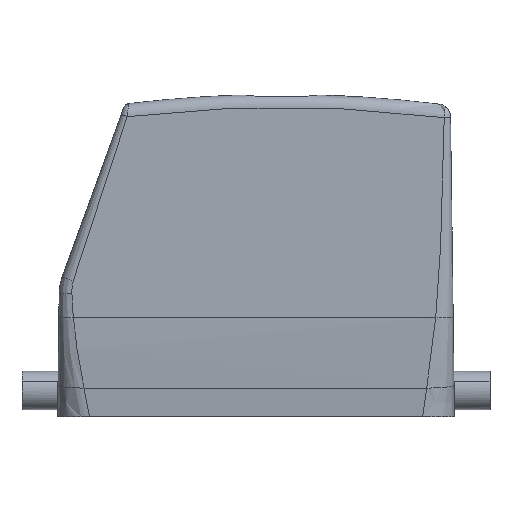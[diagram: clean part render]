
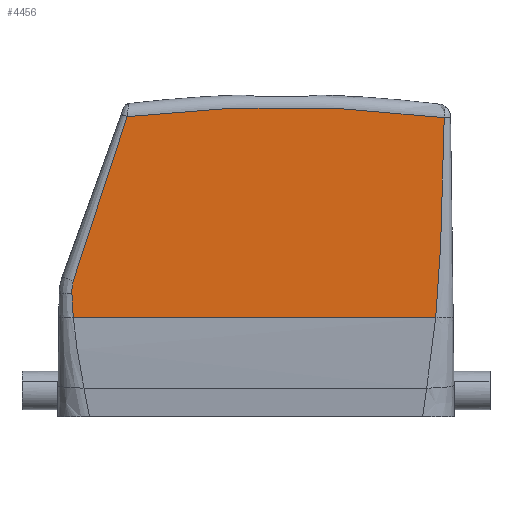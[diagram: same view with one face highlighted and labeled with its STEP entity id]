
A CAD part, left-side view. The second image highlights one B-rep face of the part: STEP entity #4456.
In plain terms, the highlighted planar face has unit normal (-1, 0, 0).
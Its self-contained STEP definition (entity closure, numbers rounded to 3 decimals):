
#4369=AXIS2_PLACEMENT_3D('Circle Axis2P3D',#4367,#4368,$) ;
#4419=AXIS2_PLACEMENT_3D('Plane Axis2P3D',#4416,#4417,#4418) ;
#2560=CARTESIAN_POINT('Vertex',(0.,12.761,23.338)) ;
#2583=CARTESIAN_POINT('Line Origine',(0.,54.769,23.338)) ;
#2587=CARTESIAN_POINT('Vertex',(0.,97.941,23.338)) ;
#2990=CARTESIAN_POINT('Control Point',(0.,98.271,28.961)) ;
#2991=CARTESIAN_POINT('Control Point',(0.,98.222,27.839)) ;
#2992=CARTESIAN_POINT('Control Point',(0.,98.171,26.714)) ;
#2993=CARTESIAN_POINT('Control Point',(0.,98.109,25.589)) ;
#2994=CARTESIAN_POINT('Control Point',(0.,98.033,24.463)) ;
#2995=CARTESIAN_POINT('Control Point',(0.,97.941,23.338)) ;
#2996=CARTESIAN_POINT('Vertex',(0.,98.271,28.961)) ;
#3759=CARTESIAN_POINT('Vertex',(0.,10.764,70.328)) ;
#4103=CARTESIAN_POINT('Control Point',(0.,10.764,70.328)) ;
#4104=CARTESIAN_POINT('Control Point',(0.,10.765,70.261)) ;
#4105=CARTESIAN_POINT('Control Point',(0.,10.767,70.195)) ;
#4106=CARTESIAN_POINT('Control Point',(0.,10.768,70.127)) ;
#4107=CARTESIAN_POINT('Control Point',(0.,10.771,69.922)) ;
#4108=CARTESIAN_POINT('Control Point',(0.,10.775,69.701)) ;
#4109=CARTESIAN_POINT('Control Point',(0.,10.777,69.597)) ;
#4110=CARTESIAN_POINT('Control Point',(0.,10.78,69.372)) ;
#4111=CARTESIAN_POINT('Control Point',(0.,10.784,69.147)) ;
#4112=CARTESIAN_POINT('Control Point',(0.,10.787,68.989)) ;
#4113=CARTESIAN_POINT('Control Point',(0.,10.792,68.674)) ;
#4114=CARTESIAN_POINT('Control Point',(0.,10.798,68.359)) ;
#4115=CARTESIAN_POINT('Control Point',(0.,10.801,68.201)) ;
#4116=CARTESIAN_POINT('Control Point',(0.,10.812,67.57)) ;
#4117=CARTESIAN_POINT('Control Point',(0.,10.823,66.938)) ;
#4118=CARTESIAN_POINT('Control Point',(0.,10.832,66.464)) ;
#4119=CARTESIAN_POINT('Control Point',(0.,10.85,65.517)) ;
#4120=CARTESIAN_POINT('Control Point',(0.,10.869,64.569)) ;
#4121=CARTESIAN_POINT('Control Point',(0.,10.878,64.095)) ;
#4122=CARTESIAN_POINT('Control Point',(0.,10.908,62.674)) ;
#4123=CARTESIAN_POINT('Control Point',(0.,10.939,61.253)) ;
#4124=CARTESIAN_POINT('Control Point',(0.,10.961,60.306)) ;
#4125=CARTESIAN_POINT('Control Point',(0.,11.041,57.015)) ;
#4126=CARTESIAN_POINT('Control Point',(0.,11.132,53.726)) ;
#4127=CARTESIAN_POINT('Control Point',(0.,11.203,51.384)) ;
#4128=CARTESIAN_POINT('Control Point',(0.,11.342,47.065)) ;
#4129=CARTESIAN_POINT('Control Point',(0.,11.503,42.748)) ;
#4130=CARTESIAN_POINT('Control Point',(0.,11.581,40.772)) ;
#4131=CARTESIAN_POINT('Control Point',(0.,11.711,37.803)) ;
#4132=CARTESIAN_POINT('Control Point',(0.,11.865,34.835)) ;
#4133=CARTESIAN_POINT('Control Point',(0.,11.919,33.862)) ;
#4134=CARTESIAN_POINT('Control Point',(0.,12.08,31.16)) ;
#4135=CARTESIAN_POINT('Control Point',(0.,12.279,28.46)) ;
#4136=CARTESIAN_POINT('Control Point',(0.,12.423,26.752)) ;
#4137=CARTESIAN_POINT('Control Point',(0.,12.584,25.045)) ;
#4138=CARTESIAN_POINT('Control Point',(0.,12.761,23.338)) ;
#4364=CARTESIAN_POINT('Vertex',(0.,85.27,70.577)) ;
#4367=CARTESIAN_POINT('Axis2P3D Location',(0.,49.,-224.2)) ;
#4416=CARTESIAN_POINT('Axis2P3D Location',(0.,-11.059,-37.643)) ;
#4422=CARTESIAN_POINT('Control Point',(0.,85.27,70.577)) ;
#4423=CARTESIAN_POINT('Control Point',(0.,85.324,70.421)) ;
#4424=CARTESIAN_POINT('Control Point',(0.,85.377,70.265)) ;
#4425=CARTESIAN_POINT('Control Point',(0.,85.431,70.109)) ;
#4426=CARTESIAN_POINT('Control Point',(0.,85.86,68.858)) ;
#4427=CARTESIAN_POINT('Control Point',(0.,86.289,67.606)) ;
#4428=CARTESIAN_POINT('Control Point',(0.,86.663,66.51)) ;
#4429=CARTESIAN_POINT('Control Point',(0.,88.607,60.8)) ;
#4430=CARTESIAN_POINT('Control Point',(0.,90.517,55.082)) ;
#4431=CARTESIAN_POINT('Control Point',(0.,92.029,50.461)) ;
#4432=CARTESIAN_POINT('Control Point',(0.,94.133,43.983)) ;
#4433=CARTESIAN_POINT('Control Point',(0.,96.201,37.493)) ;
#4434=CARTESIAN_POINT('Control Point',(0.,96.774,35.683)) ;
#4435=CARTESIAN_POINT('Control Point',(0.,97.353,33.839)) ;
#4436=CARTESIAN_POINT('Control Point',(0.,97.925,31.992)) ;
#4437=CARTESIAN_POINT('Vertex',(0.,97.925,31.992)) ;
#4441=CARTESIAN_POINT('Control Point',(0.,97.925,31.992)) ;
#4442=CARTESIAN_POINT('Control Point',(0.,98.098,31.402)) ;
#4443=CARTESIAN_POINT('Control Point',(0.,98.221,30.797)) ;
#4444=CARTESIAN_POINT('Control Point',(0.,98.292,30.184)) ;
#4445=CARTESIAN_POINT('Control Point',(0.,98.308,29.569)) ;
#4446=CARTESIAN_POINT('Control Point',(0.,98.271,28.961)) ;
#2584=DIRECTION('Vector Direction',(0.,-1.,0.)) ;
#4368=DIRECTION('Axis2P3D Direction',(-1.,0.,0.)) ;
#4417=DIRECTION('Axis2P3D Direction',(-1.,0.,0.)) ;
#4418=DIRECTION('Axis2P3D XDirection',(0.,-0.317,0.949)) ;
#2585=VECTOR('Line Direction',#2584,1.) ;
#4449=ORIENTED_EDGE('',*,*,#4371,.T.) ;
#4450=ORIENTED_EDGE('',*,*,#4439,.F.) ;
#4451=ORIENTED_EDGE('',*,*,#4447,.F.) ;
#4452=ORIENTED_EDGE('',*,*,#2998,.F.) ;
#4453=ORIENTED_EDGE('',*,*,#2589,.T.) ;
#4454=ORIENTED_EDGE('',*,*,#4139,.T.) ;
#4456=ADVANCED_FACE('Hood',(#4455),#4420,.T.) ;
#2989=B_SPLINE_CURVE_WITH_KNOTS('',5,(#2990,#2991,#2992,#2993,#2994,#2995),.UNSPECIFIED.,.F.,.U.,(6,6),(81.523,87.149),.UNSPECIFIED.) ;
#4102=B_SPLINE_CURVE_WITH_KNOTS('',5,(#4103,#4104,#4105,#4106,#4107,#4108,#4109,#4110,#4111,#4112,#4113,#4114,#4115,#4116,#4117,#4118,#4119,#4120,#4121,#4122,#4123,#4124,#4125,#4126,#4127,#4128,#4129,#4130,#4131,#4132,#4133,#4134,#4135,#4136,#4137,#4138),.UNSPECIFIED.,.F.,.U.,(6,3,3,3,3,3,3,3,3,3,3,6),(8.249,8.589,8.929,9.717,10.506,12.88,15.254,20.001,31.754,41.679,46.667,55.257),.UNSPECIFIED.) ;
#4421=B_SPLINE_CURVE_WITH_KNOTS('',5,(#4422,#4423,#4424,#4425,#4426,#4427,#4428,#4429,#4430,#4431,#4432,#4433,#4434,#4435,#4436),.UNSPECIFIED.,.F.,.U.,(6,3,3,3,6),(0.,1.169,9.351,43.805,57.479),.UNSPECIFIED.) ;
#4440=B_SPLINE_CURVE_WITH_KNOTS('',5,(#4441,#4442,#4443,#4444,#4445,#4446),.UNSPECIFIED.,.F.,.U.,(6,6),(0.,4.34),.UNSPECIFIED.) ;
#4370=CIRCLE('generated circle',#4369,297.) ;
#2589=EDGE_CURVE('',#2588,#2561,#2586,.T.) ;
#2998=EDGE_CURVE('',#2588,#2997,#2989,.F.) ;
#4139=EDGE_CURVE('',#2561,#3760,#4102,.F.) ;
#4371=EDGE_CURVE('',#3760,#4365,#4370,.T.) ;
#4439=EDGE_CURVE('',#4438,#4365,#4421,.F.) ;
#4447=EDGE_CURVE('',#2997,#4438,#4440,.F.) ;
#4448=EDGE_LOOP('',(#4449,#4450,#4451,#4452,#4453,#4454)) ;
#4455=FACE_OUTER_BOUND('',#4448,.T.) ;
#2586=LINE('Line',#2583,#2585) ;
#4420=PLANE('',#4419) ;
#2561=VERTEX_POINT('',#2560) ;
#2588=VERTEX_POINT('',#2587) ;
#2997=VERTEX_POINT('',#2996) ;
#3760=VERTEX_POINT('',#3759) ;
#4365=VERTEX_POINT('',#4364) ;
#4438=VERTEX_POINT('',#4437) ;
